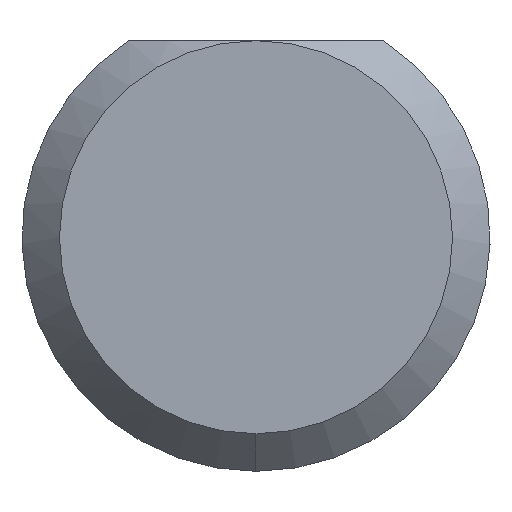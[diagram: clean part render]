
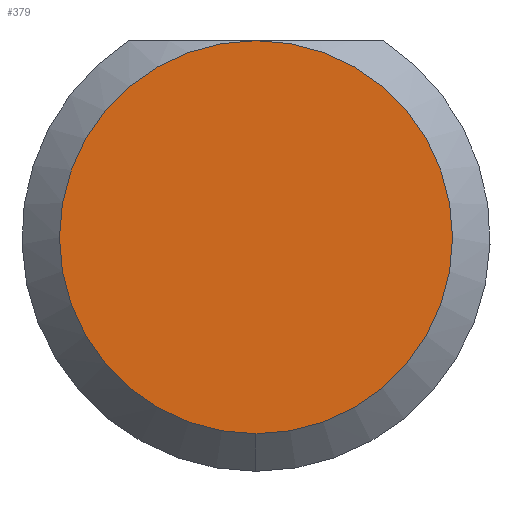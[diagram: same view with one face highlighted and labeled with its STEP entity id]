
A CAD part, left-side view. The second image highlights one B-rep face of the part: STEP entity #379.
In plain terms, the highlighted planar face has unit normal (-1, 0, 0).
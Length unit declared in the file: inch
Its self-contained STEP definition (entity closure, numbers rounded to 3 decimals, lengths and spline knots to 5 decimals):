
#54 = EDGE_CURVE ( 'NONE', #229, #526, #356, .T. ) ;
#55 = EDGE_CURVE ( 'NONE', #526, #229, #125, .T. ) ;
#73 = CARTESIAN_POINT ( 'NONE',  ( 0., 0., 0. ) ) ;
#87 = EDGE_LOOP ( 'NONE', ( #531, #637 ) ) ;
#104 = DIRECTION ( 'NONE',  ( 0., 0., -1. ) ) ;
#120 = CARTESIAN_POINT ( 'NONE',  ( 0., 0., 0.05235 ) ) ;
#123 = PLANE ( 'NONE',  #198 ) ;
#125 = CIRCLE ( 'NONE', #520, 0.05235 ) ;
#187 = DIRECTION ( 'NONE',  ( 0., 0., -1. ) ) ;
#198 = AXIS2_PLACEMENT_3D ( 'NONE', #73, #397, #187 ) ;
#229 = VERTEX_POINT ( 'NONE', #120 ) ;
#316 = DIRECTION ( 'NONE',  ( 0., 0., -1. ) ) ;
#340 = AXIS2_PLACEMENT_3D ( 'NONE', #589, #423, #104 ) ;
#351 = FACE_OUTER_BOUND ( 'NONE', #87, .T. ) ;
#356 = CIRCLE ( 'NONE', #340, 0.05235 ) ;
#379 = ADVANCED_FACE ( 'NONE', ( #351 ), #123, .F. ) ;
#397 = DIRECTION ( 'NONE',  ( 1., 0., 0. ) ) ;
#423 = DIRECTION ( 'NONE',  ( -1., 0., 0. ) ) ;
#520 = AXIS2_PLACEMENT_3D ( 'NONE', #699, #640, #316 ) ;
#526 = VERTEX_POINT ( 'NONE', #657 ) ;
#531 = ORIENTED_EDGE ( 'NONE', *, *, #54, .T. ) ;
#589 = CARTESIAN_POINT ( 'NONE',  ( 0., 0., 0. ) ) ;
#637 = ORIENTED_EDGE ( 'NONE', *, *, #55, .T. ) ;
#640 = DIRECTION ( 'NONE',  ( -1., 0., 0. ) ) ;
#657 = CARTESIAN_POINT ( 'NONE',  ( 0., 0., -0.05235 ) ) ;
#699 = CARTESIAN_POINT ( 'NONE',  ( 0., 0., 0. ) ) ;
